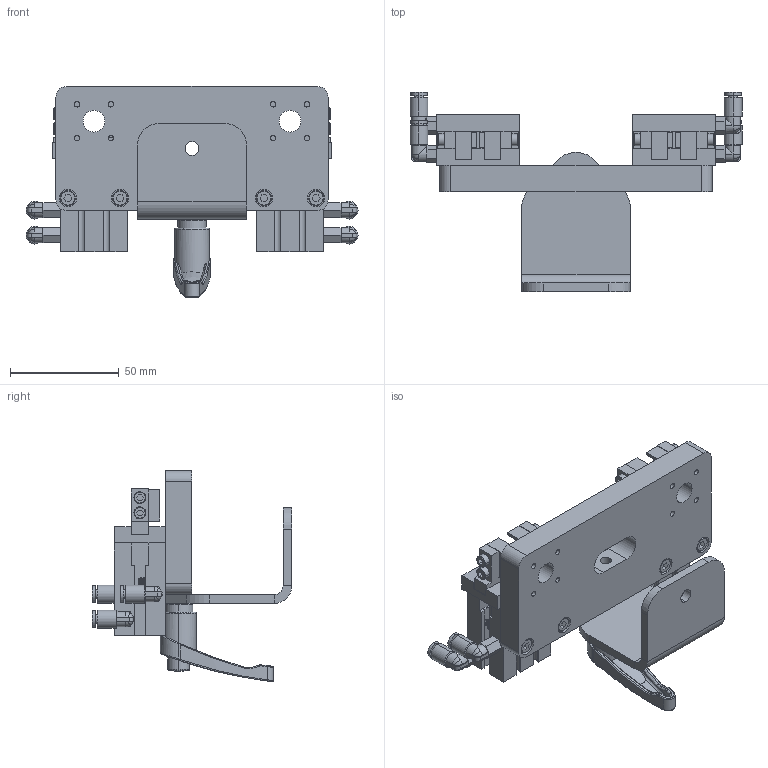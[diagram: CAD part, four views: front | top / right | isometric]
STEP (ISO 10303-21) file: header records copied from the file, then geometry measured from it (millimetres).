
FILE_DESCRIPTION (( 'STEP AP214' ), '1' );
FILE_NAME ('CS2R470-A.STEP', '2018-04-24T05:46:02', ( 'Fontanilla' ), ( 'Microsoft' ), 'SwSTEP 2.0', 'SolidWorks 2017', '' );
FILE_SCHEMA (( 'AUTOMOTIVE_DESIGN' ));
Length unit declared in the file: millimetre
Products named in the file (1): CS2R470-A
Bounding box: 152.4 x 91.63 x 96.94 mm (x, y, z)
Surface area: 66439.5 mm2 (no closed solid volume)
Topology: 0 solids, 73 shells, 829 faces, 2411 edges, 1629 vertices
Faces by surface type: plane 397, cylinder 217, cone 156, bspline 43, sphere 16
Entity records: 42583 total; most frequent: CARTESIAN_POINT 12099, DIRECTION 4321, ORIENTED_EDGE 4145, EDGE_CURVE 2411, VERTEX_POINT 1629, AXIS2_PLACEMENT_3D 1519, LINE 1283, VECTOR 1283
